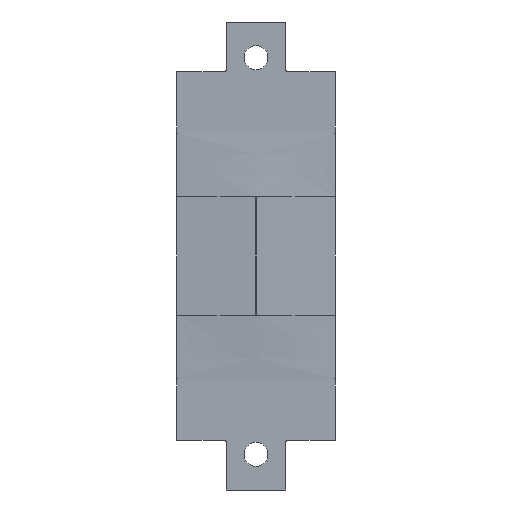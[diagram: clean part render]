
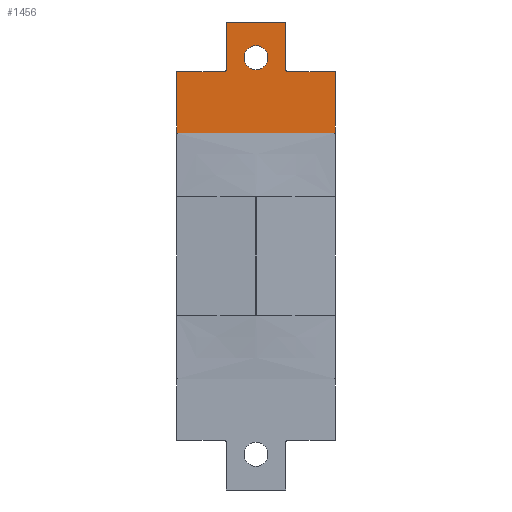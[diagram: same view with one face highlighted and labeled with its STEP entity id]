
A CAD part, front view. The second image highlights one B-rep face of the part: STEP entity #1456.
In plain terms, the highlighted planar face has unit normal (0, -1, 0).
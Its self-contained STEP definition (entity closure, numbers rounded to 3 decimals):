
#8 = CARTESIAN_POINT ( 'NONE',  ( 20., 0., 46.5 ) ) ;
#33 = CIRCLE ( 'NONE', #482, 3. ) ;
#38 = VECTOR ( 'NONE', #662, 1000. ) ;
#52 = CARTESIAN_POINT ( 'NONE',  ( -7.5, 0., 59. ) ) ;
#55 = VERTEX_POINT ( 'NONE', #121 ) ;
#93 = FACE_OUTER_BOUND ( 'NONE', #1248, .T. ) ;
#110 = CARTESIAN_POINT ( 'NONE',  ( 8., 0., 47. ) ) ;
#121 = CARTESIAN_POINT ( 'NONE',  ( 7.5, 0., 47. ) ) ;
#136 = DIRECTION ( 'NONE',  ( -1., 0., 0. ) ) ;
#138 = VERTEX_POINT ( 'NONE', #1405 ) ;
#145 = CARTESIAN_POINT ( 'NONE',  ( -20., 0., 46.5 ) ) ;
#157 = CARTESIAN_POINT ( 'NONE',  ( -8., 0., 46.5 ) ) ;
#173 = CARTESIAN_POINT ( 'NONE',  ( -20., 0., 46.5 ) ) ;
#182 = EDGE_CURVE ( 'NONE', #272, #55, #599, .T. ) ;
#189 = EDGE_CURVE ( 'NONE', #1109, #522, #390, .T. ) ;
#196 = EDGE_CURVE ( 'NONE', #483, #974, #33, .T. ) ;
#206 = EDGE_CURVE ( 'NONE', #55, #138, #720, .T. ) ;
#232 = AXIS2_PLACEMENT_3D ( 'NONE', #1226, #1223, #1215 ) ;
#272 = VERTEX_POINT ( 'NONE', #361 ) ;
#293 = VECTOR ( 'NONE', #857, 1000. ) ;
#318 = VECTOR ( 'NONE', #1147, 1000. ) ;
#321 = CIRCLE ( 'NONE', #232, 3. ) ;
#361 = CARTESIAN_POINT ( 'NONE',  ( 8., 0., 46.5 ) ) ;
#381 = VECTOR ( 'NONE', #905, 1000. ) ;
#390 = LINE ( 'NONE', #1070, #480 ) ;
#392 = VERTEX_POINT ( 'NONE', #1250 ) ;
#413 = EDGE_CURVE ( 'NONE', #974, #483, #321, .T. ) ;
#418 = EDGE_CURVE ( 'NONE', #138, #1109, #799, .T. ) ;
#429 = EDGE_CURVE ( 'NONE', #535, #392, #949, .T. ) ;
#430 = CARTESIAN_POINT ( 'NONE',  ( -8., 0., 47. ) ) ;
#444 = DIRECTION ( 'NONE',  ( 0., 0., -1. ) ) ;
#456 = DIRECTION ( 'NONE',  ( 0., 1., 0. ) ) ;
#480 = VECTOR ( 'NONE', #622, 1000. ) ;
#481 = AXIS2_PLACEMENT_3D ( 'NONE', #110, #1381, #1218 ) ;
#482 = AXIS2_PLACEMENT_3D ( 'NONE', #1197, #881, #1422 ) ;
#483 = VERTEX_POINT ( 'NONE', #523 ) ;
#499 = VECTOR ( 'NONE', #1453, 1000. ) ;
#502 = CARTESIAN_POINT ( 'NONE',  ( 20., 0., 31. ) ) ;
#522 = VERTEX_POINT ( 'NONE', #1201 ) ;
#523 = CARTESIAN_POINT ( 'NONE',  ( 0., 0., 52.999 ) ) ;
#529 = PLANE ( 'NONE',  #1374 ) ;
#535 = VERTEX_POINT ( 'NONE', #1185 ) ;
#599 = CIRCLE ( 'NONE', #481, 0.5 ) ;
#610 = EDGE_LOOP ( 'NONE', ( #1590, #841 ) ) ;
#622 = DIRECTION ( 'NONE',  ( 0., 0., -1. ) ) ;
#639 = ORIENTED_EDGE ( 'NONE', *, *, #429, .T. ) ;
#660 = CARTESIAN_POINT ( 'NONE',  ( 20., 0., 0. ) ) ;
#662 = DIRECTION ( 'NONE',  ( 0., 0., 1. ) ) ;
#713 = DIRECTION ( 'NONE',  ( 0., -1., 0. ) ) ;
#720 = LINE ( 'NONE', #1001, #1120 ) ;
#740 = ORIENTED_EDGE ( 'NONE', *, *, #418, .T. ) ;
#758 = DIRECTION ( 'NONE',  ( 0., 0., 1. ) ) ;
#799 = LINE ( 'NONE', #1233, #381 ) ;
#801 = LINE ( 'NONE', #145, #896 ) ;
#802 = LINE ( 'NONE', #1171, #318 ) ;
#806 = ORIENTED_EDGE ( 'NONE', *, *, #189, .T. ) ;
#841 = ORIENTED_EDGE ( 'NONE', *, *, #413, .T. ) ;
#857 = DIRECTION ( 'NONE',  ( 1., 0., 0. ) ) ;
#863 = LINE ( 'NONE', #660, #38 ) ;
#869 = ORIENTED_EDGE ( 'NONE', *, *, #1693, .T. ) ;
#871 = VERTEX_POINT ( 'NONE', #157 ) ;
#881 = DIRECTION ( 'NONE',  ( 0., 1., 0. ) ) ;
#896 = VECTOR ( 'NONE', #136, 1000. ) ;
#905 = DIRECTION ( 'NONE',  ( -1., 0., 0. ) ) ;
#949 = LINE ( 'NONE', #502, #293 ) ;
#958 = VERTEX_POINT ( 'NONE', #173 ) ;
#974 = VERTEX_POINT ( 'NONE', #1439 ) ;
#1001 = CARTESIAN_POINT ( 'NONE',  ( 7.5, 0., 59. ) ) ;
#1028 = EDGE_CURVE ( 'NONE', #535, #958, #802, .T. ) ;
#1070 = CARTESIAN_POINT ( 'NONE',  ( -7.5, 0., 47. ) ) ;
#1109 = VERTEX_POINT ( 'NONE', #52 ) ;
#1111 = CIRCLE ( 'NONE', #1339, 0.5 ) ;
#1120 = VECTOR ( 'NONE', #758, 1000. ) ;
#1124 = ORIENTED_EDGE ( 'NONE', *, *, #182, .T. ) ;
#1147 = DIRECTION ( 'NONE',  ( 0., 0., 1. ) ) ;
#1171 = CARTESIAN_POINT ( 'NONE',  ( -20., 0., 0. ) ) ;
#1184 = VERTEX_POINT ( 'NONE', #8 ) ;
#1185 = CARTESIAN_POINT ( 'NONE',  ( -20., 0., 31. ) ) ;
#1197 = CARTESIAN_POINT ( 'NONE',  ( 0., 0., 49.999 ) ) ;
#1201 = CARTESIAN_POINT ( 'NONE',  ( -7.5, 0., 47. ) ) ;
#1204 = ORIENTED_EDGE ( 'NONE', *, *, #1684, .T. ) ;
#1215 = DIRECTION ( 'NONE',  ( 0., 0., -1. ) ) ;
#1218 = DIRECTION ( 'NONE',  ( 0., 0., -1. ) ) ;
#1223 = DIRECTION ( 'NONE',  ( 0., 1., 0. ) ) ;
#1226 = CARTESIAN_POINT ( 'NONE',  ( 0., 0., 49.999 ) ) ;
#1233 = CARTESIAN_POINT ( 'NONE',  ( 20., 0., 59. ) ) ;
#1248 = EDGE_LOOP ( 'NONE', ( #639, #1599, #869, #1124, #1660, #740, #806, #1612, #1204, #1340 ) ) ;
#1250 = CARTESIAN_POINT ( 'NONE',  ( 20., 0., 31. ) ) ;
#1278 = FACE_BOUND ( 'NONE', #610, .T. ) ;
#1339 = AXIS2_PLACEMENT_3D ( 'NONE', #430, #456, #444 ) ;
#1340 = ORIENTED_EDGE ( 'NONE', *, *, #1028, .F. ) ;
#1374 = AXIS2_PLACEMENT_3D ( 'NONE', #1386, #713, #1648 ) ;
#1381 = DIRECTION ( 'NONE',  ( 0., 1., 0. ) ) ;
#1386 = CARTESIAN_POINT ( 'NONE',  ( 20., 0., 0. ) ) ;
#1396 = LINE ( 'NONE', #1401, #499 ) ;
#1401 = CARTESIAN_POINT ( 'NONE',  ( 20., 0., 46.5 ) ) ;
#1405 = CARTESIAN_POINT ( 'NONE',  ( 7.5, 0., 59. ) ) ;
#1422 = DIRECTION ( 'NONE',  ( 0., 0., -1. ) ) ;
#1439 = CARTESIAN_POINT ( 'NONE',  ( 0., 0., 46.999 ) ) ;
#1453 = DIRECTION ( 'NONE',  ( -1., 0., 0. ) ) ;
#1456 = ADVANCED_FACE ( 'NONE', ( #93, #1278 ), #529, .T. ) ;
#1590 = ORIENTED_EDGE ( 'NONE', *, *, #196, .T. ) ;
#1599 = ORIENTED_EDGE ( 'NONE', *, *, #1670, .T. ) ;
#1603 = EDGE_CURVE ( 'NONE', #522, #871, #1111, .T. ) ;
#1612 = ORIENTED_EDGE ( 'NONE', *, *, #1603, .T. ) ;
#1648 = DIRECTION ( 'NONE',  ( 0., 0., -1. ) ) ;
#1660 = ORIENTED_EDGE ( 'NONE', *, *, #206, .T. ) ;
#1670 = EDGE_CURVE ( 'NONE', #392, #1184, #863, .T. ) ;
#1684 = EDGE_CURVE ( 'NONE', #871, #958, #801, .T. ) ;
#1693 = EDGE_CURVE ( 'NONE', #1184, #272, #1396, .T. ) ;
